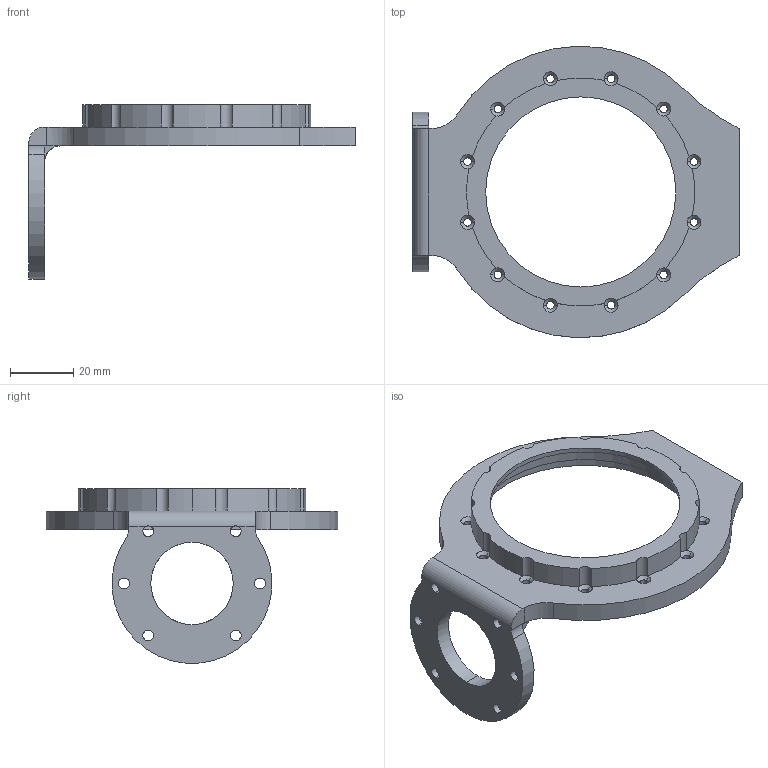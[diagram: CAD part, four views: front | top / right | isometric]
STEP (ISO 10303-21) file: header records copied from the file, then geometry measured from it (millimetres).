
FILE_DESCRIPTION (( 'STEP AP214' ), '1' );
FILE_NAME ('鷕窒壽誹郪璃1.STEP', '2022-06-10T12:44:07', ( '' ), ( '' ), 'SwSTEP 2.0', 'SolidWorks 2021', '' );
FILE_SCHEMA (( 'AUTOMOTIVE_DESIGN' ));
Length unit declared in the file: millimetre
Products named in the file (1): 鷕窒壽誹郪璃1
Bounding box: 103 x 91.96 x 54.99 mm (x, y, z)
Volume: 25743.4 mm3; surface area: 19166.8 mm2
Topology: 1 solids, 1 shells, 167 faces, 461 edges, 288 vertices
Faces by surface type: cylinder 109, plane 34, cone 24
Entity records: 5555 total; most frequent: DIRECTION 1035, CARTESIAN_POINT 1004, ORIENTED_EDGE 922, EDGE_CURVE 461, AXIS2_PLACEMENT_3D 421, VERTEX_POINT 288, CIRCLE 253, EDGE_LOOP 199
